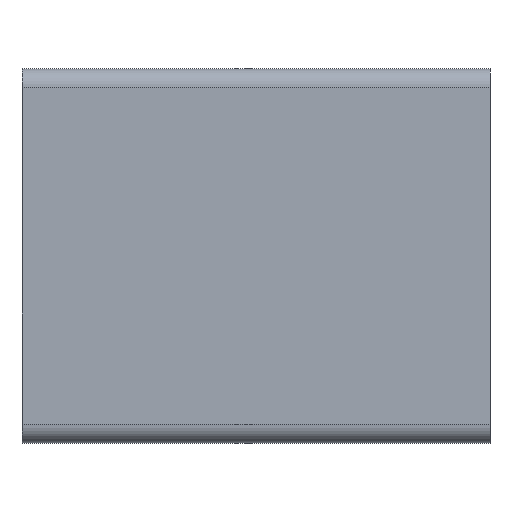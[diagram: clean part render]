
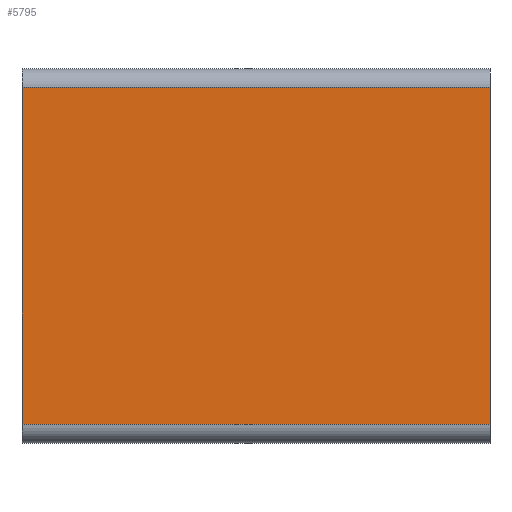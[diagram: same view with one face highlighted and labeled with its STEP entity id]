
A CAD part, top view. The second image highlights one B-rep face of the part: STEP entity #5795.
In plain terms, the highlighted planar face has unit normal (0, 0, 1).
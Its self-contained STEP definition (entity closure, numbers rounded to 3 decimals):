
#163 = EDGE_CURVE ( 'NONE', #4361, #3028, #5494, .T. ) ;
#356 = CARTESIAN_POINT ( 'NONE',  ( 59.184, 18.898, 20. ) ) ;
#525 = CARTESIAN_POINT ( 'NONE',  ( 59.184, 18.898, 20. ) ) ;
#616 = AXIS2_PLACEMENT_3D ( 'NONE', #525, #4964, #3601 ) ;
#1122 = DIRECTION ( 'NONE',  ( -1., 0., 0. ) ) ;
#2116 = EDGE_LOOP ( 'NONE', ( #4636, #4289, #3811, #6860 ) ) ;
#2873 = DIRECTION ( 'NONE',  ( 0., -1., 0. ) ) ;
#2882 = CARTESIAN_POINT ( 'NONE',  ( 59.184, 18.898, 20. ) ) ;
#3028 = VERTEX_POINT ( 'NONE', #6367 ) ;
#3230 = EDGE_CURVE ( 'NONE', #8097, #5705, #5028, .T. ) ;
#3499 = EDGE_CURVE ( 'NONE', #8097, #4361, #4926, .T. ) ;
#3538 = VECTOR ( 'NONE', #2873, 1000. ) ;
#3601 = DIRECTION ( 'NONE',  ( -1., 0., 0. ) ) ;
#3811 = ORIENTED_EDGE ( 'NONE', *, *, #3230, .F. ) ;
#3819 = CARTESIAN_POINT ( 'NONE',  ( -40.816, 18.898, 20. ) ) ;
#4255 = CARTESIAN_POINT ( 'NONE',  ( 59.184, 18.898, 20. ) ) ;
#4289 = ORIENTED_EDGE ( 'NONE', *, *, #5832, .F. ) ;
#4301 = CARTESIAN_POINT ( 'NONE',  ( 59.184, 90.898, 20. ) ) ;
#4361 = VERTEX_POINT ( 'NONE', #4894 ) ;
#4435 = CARTESIAN_POINT ( 'NONE',  ( 59.184, 90.898, 20. ) ) ;
#4530 = VECTOR ( 'NONE', #1122, 1000. ) ;
#4636 = ORIENTED_EDGE ( 'NONE', *, *, #163, .T. ) ;
#4894 = CARTESIAN_POINT ( 'NONE',  ( -40.816, 90.898, 20. ) ) ;
#4901 = VECTOR ( 'NONE', #7051, 1000. ) ;
#4926 = LINE ( 'NONE', #4435, #5227 ) ;
#4964 = DIRECTION ( 'NONE',  ( 0., 0., -1. ) ) ;
#5028 = LINE ( 'NONE', #356, #3538 ) ;
#5036 = FACE_OUTER_BOUND ( 'NONE', #2116, .T. ) ;
#5227 = VECTOR ( 'NONE', #6386, 1000. ) ;
#5494 = LINE ( 'NONE', #3819, #4901 ) ;
#5705 = VERTEX_POINT ( 'NONE', #2882 ) ;
#5795 = ADVANCED_FACE ( 'NONE', ( #5036 ), #6106, .F. ) ;
#5832 = EDGE_CURVE ( 'NONE', #5705, #3028, #7460, .T. ) ;
#6106 = PLANE ( 'NONE',  #616 ) ;
#6367 = CARTESIAN_POINT ( 'NONE',  ( -40.816, 18.898, 20. ) ) ;
#6386 = DIRECTION ( 'NONE',  ( -1., 0., 0. ) ) ;
#6860 = ORIENTED_EDGE ( 'NONE', *, *, #3499, .T. ) ;
#7051 = DIRECTION ( 'NONE',  ( 0., -1., 0. ) ) ;
#7460 = LINE ( 'NONE', #4255, #4530 ) ;
#8097 = VERTEX_POINT ( 'NONE', #4301 ) ;
